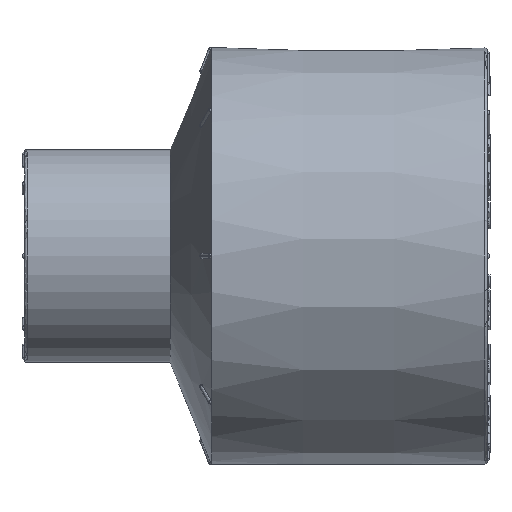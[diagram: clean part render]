
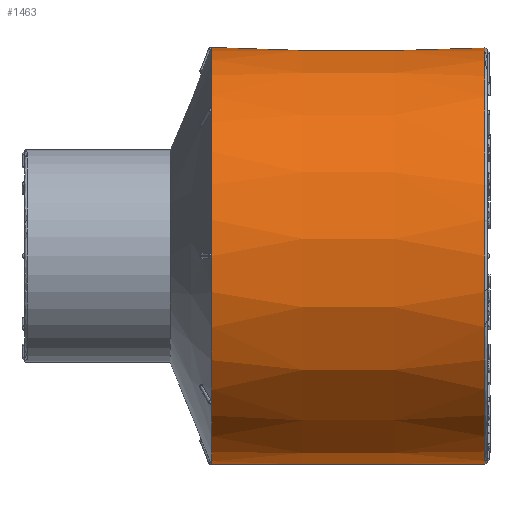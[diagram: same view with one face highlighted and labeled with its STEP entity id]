
A CAD part, left-side view. The second image highlights one B-rep face of the part: STEP entity #1463.
In plain terms, the highlighted conical face has half-angle 0.108 degrees and reference radius 20 mm.
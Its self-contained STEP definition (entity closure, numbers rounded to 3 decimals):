
#173=CONICAL_SURFACE('',#23526,20.,0.108);
#1463=ADVANCED_FACE('',(#6470,#6471),#173,.T.);
#3978=CIRCLE('',#23507,20.);
#3986=CIRCLE('',#23524,20.05);
#6470=FACE_BOUND('',#6573,.T.);
#6471=FACE_BOUND('',#6574,.T.);
#6573=EDGE_LOOP('',(#8910));
#6574=EDGE_LOOP('',(#8911));
#8910=ORIENTED_EDGE('',*,*,#18519,.T.);
#8911=ORIENTED_EDGE('',*,*,#18447,.T.);
#16015=VERTEX_POINT('',#34486);
#16087=VERTEX_POINT('',#35263);
#18447=EDGE_CURVE('',#16015,#16015,#3978,.T.);
#18519=EDGE_CURVE('',#16087,#16087,#3986,.T.);
#23507=AXIS2_PLACEMENT_3D('',#34485,#25143,#25144);
#23524=AXIS2_PLACEMENT_3D('',#35262,#25177,#25178);
#23526=AXIS2_PLACEMENT_3D('',#35265,#25181,#25182);
#25143=DIRECTION('',(0.,1.,0.));
#25144=DIRECTION('',(0.,0.,-1.));
#25177=DIRECTION('',(0.,-1.,0.));
#25178=DIRECTION('',(0.,0.,-1.));
#25181=DIRECTION('',(0.,1.,0.));
#25182=DIRECTION('',(0.,0.,1.));
#34485=CARTESIAN_POINT('',(6419.783,303.804,0.));
#34486=CARTESIAN_POINT('',(6419.783,303.804,-20.));
#35262=CARTESIAN_POINT('',(6419.783,330.058,0.));
#35263=CARTESIAN_POINT('',(6419.783,330.058,-20.05));
#35265=CARTESIAN_POINT('',(6419.783,303.555,0.));
